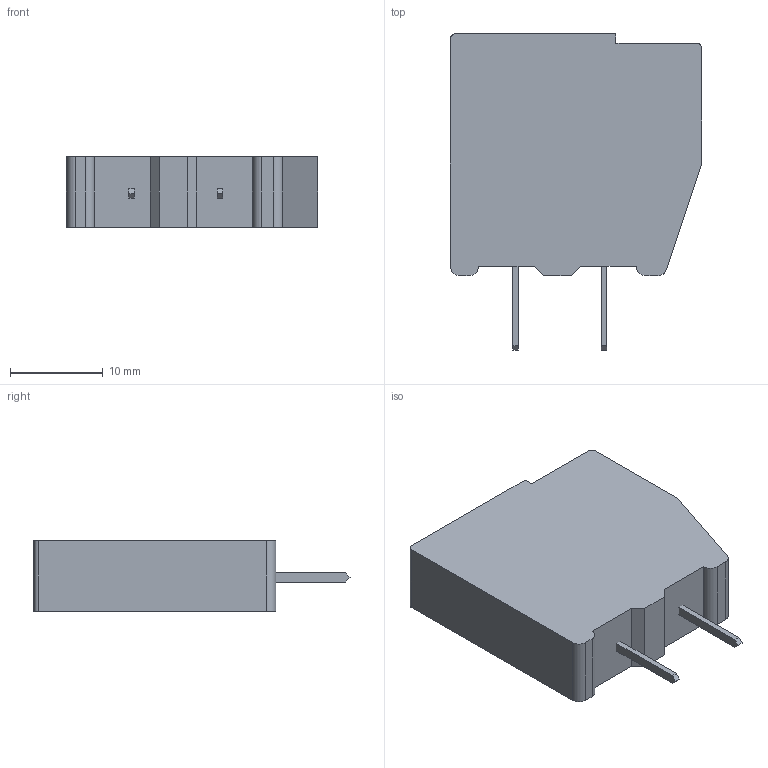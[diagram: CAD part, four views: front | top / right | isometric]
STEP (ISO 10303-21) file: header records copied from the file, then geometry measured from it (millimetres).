
FILE_DESCRIPTION(('FreeCAD Model'),'2;1');
FILE_NAME('DG107V_7_62_01P_14_00AH.stp','2017-11-06T21:17:16',('Author'),(''), 'Open CASCADE STEP processor 6.8','FreeCAD','Unknown');
FILE_SCHEMA(('AUTOMOTIVE_DESIGN_CC2 { 1 2 10303 214 -1 1 5 4 }'));
Length unit declared in the file: millimetre
Products named in the file (3): ASSEMBLY; Array; Array001
Assembly tree (2 placements, depth 2):
  ASSEMBLY
    Array
    Array001
Bounding box: 27 x 34 x 7.62 mm (x, y, z)
Volume: 4627.7 mm3; surface area: 2399.4 mm2
Topology: 3 solids, 3 shells, 48 faces, 120 edges, 80 vertices
Faces by surface type: plane 41, cylinder 7
Full cylindrical faces by diameter (mm): 4 x1
Entity records: 3067 total; most frequent: CARTESIAN_POINT 547, DIRECTION 460, LINE 324, VECTOR 324, ORIENTED_EDGE 240, PCURVE 240, DEFINITIONAL_REPRESENTATION 240, EDGE_CURVE 120
